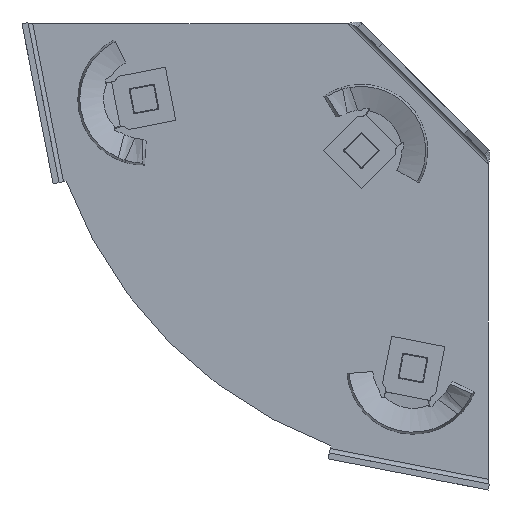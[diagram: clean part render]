
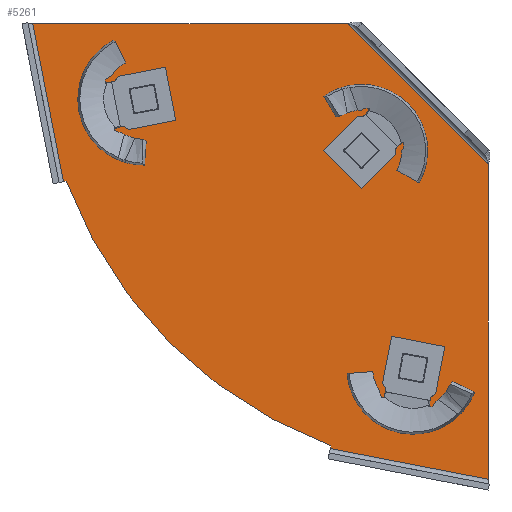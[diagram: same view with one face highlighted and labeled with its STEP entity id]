
A CAD part, front view. The second image highlights one B-rep face of the part: STEP entity #5261.
In plain terms, the highlighted planar face has unit normal (0, -1, 0).
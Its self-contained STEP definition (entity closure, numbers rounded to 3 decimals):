
#1 = VECTOR ( 'NONE', #2387, 1000. ) ;
#32 = ORIENTED_EDGE ( 'NONE', *, *, #153, .T. ) ;
#63 = CARTESIAN_POINT ( 'NONE',  ( 0., 0., -151.244 ) ) ;
#153 = EDGE_CURVE ( 'NONE', #2720, #2720, #2951, .T. ) ;
#175 = ORIENTED_EDGE ( 'NONE', *, *, #689, .F. ) ;
#241 = DIRECTION ( 'NONE',  ( 0.707, 0., -0.707 ) ) ;
#290 = CARTESIAN_POINT ( 'NONE',  ( -25., 0., -122.558 ) ) ;
#414 = AXIS2_PLACEMENT_3D ( 'NONE', #650, #4094, #2401 ) ;
#471 = EDGE_CURVE ( 'NONE', #3589, #4767, #3851, .T. ) ;
#488 = DIRECTION ( 'NONE',  ( -0.982, 0., 0.191 ) ) ;
#517 = FACE_BOUND ( 'NONE', #4234, .T. ) ;
#548 = PLANE ( 'NONE',  #1839 ) ;
#650 = CARTESIAN_POINT ( 'NONE',  ( -114.308, 0., -25. ) ) ;
#689 = EDGE_CURVE ( 'NONE', #5022, #1785, #2374, .T. ) ;
#693 = DIRECTION ( 'NONE',  ( 0., 1., 0. ) ) ;
#718 = EDGE_CURVE ( 'NONE', #2490, #2490, #1066, .T. ) ;
#780 = CARTESIAN_POINT ( 'NONE',  ( -23.414, 0., -23.414 ) ) ;
#824 = DIRECTION ( 'NONE',  ( 0.191, 0., 0.982 ) ) ;
#1007 = VECTOR ( 'NONE', #1389, 1000. ) ;
#1027 = VECTOR ( 'NONE', #824, 1000. ) ;
#1066 = CIRCLE ( 'NONE', #3965, 8.25 ) ;
#1125 = AXIS2_PLACEMENT_3D ( 'NONE', #4818, #1727, #1653 ) ;
#1136 = CARTESIAN_POINT ( 'NONE',  ( -52.488, 0., -141.041 ) ) ;
#1157 = CARTESIAN_POINT ( 'NONE',  ( -153.815, 0., -54.971 ) ) ;
#1176 = DIRECTION ( 'NONE',  ( 0., 0., 1. ) ) ;
#1283 = VECTOR ( 'NONE', #4126, 1000. ) ;
#1316 = CARTESIAN_POINT ( 'NONE',  ( -29.479, 0., -145.514 ) ) ;
#1389 = DIRECTION ( 'NONE',  ( 0.191, 0., -0.982 ) ) ;
#1398 = VERTEX_POINT ( 'NONE', #4748 ) ;
#1429 = DIRECTION ( 'NONE',  ( 0., 0., -1. ) ) ;
#1610 = EDGE_LOOP ( 'NONE', ( #3461 ) ) ;
#1627 = ORIENTED_EDGE ( 'NONE', *, *, #3132, .F. ) ;
#1653 = DIRECTION ( 'NONE',  ( 0., 0., -1. ) ) ;
#1727 = DIRECTION ( 'NONE',  ( 0., 1., 0. ) ) ;
#1766 = CARTESIAN_POINT ( 'NONE',  ( -46.828, 0., 0. ) ) ;
#1774 = ORIENTED_EDGE ( 'NONE', *, *, #2121, .F. ) ;
#1785 = VERTEX_POINT ( 'NONE', #5313 ) ;
#1786 = FACE_BOUND ( 'NONE', #1610, .T. ) ;
#1839 = AXIS2_PLACEMENT_3D ( 'NONE', #2637, #4793, #1429 ) ;
#1954 = LINE ( 'NONE', #2368, #1283 ) ;
#2091 = LINE ( 'NONE', #4383, #1027 ) ;
#2121 = EDGE_CURVE ( 'NONE', #1398, #4473, #3802, .T. ) ;
#2189 = ORIENTED_EDGE ( 'NONE', *, *, #718, .T. ) ;
#2368 = CARTESIAN_POINT ( 'NONE',  ( 0., 0., -28.5 ) ) ;
#2374 = LINE ( 'NONE', #780, #5164 ) ;
#2387 = DIRECTION ( 'NONE',  ( -0.982, 0., -0.191 ) ) ;
#2394 = VERTEX_POINT ( 'NONE', #290 ) ;
#2401 = DIRECTION ( 'NONE',  ( 0., 0., 1. ) ) ;
#2473 = ORIENTED_EDGE ( 'NONE', *, *, #2742, .F. ) ;
#2490 = VERTEX_POINT ( 'NONE', #4478 ) ;
#2541 = EDGE_CURVE ( 'NONE', #5130, #4473, #3896, .T. ) ;
#2553 = CARTESIAN_POINT ( 'NONE',  ( -151.244, 0., 0. ) ) ;
#2637 = CARTESIAN_POINT ( 'NONE',  ( -1.482, 0., -1.482 ) ) ;
#2720 = VERTEX_POINT ( 'NONE', #4156 ) ;
#2742 = EDGE_CURVE ( 'NONE', #1785, #3589, #1954, .T. ) ;
#2909 = VECTOR ( 'NONE', #3717, 1000. ) ;
#2951 = CIRCLE ( 'NONE', #414, 8.25 ) ;
#3065 = AXIS2_PLACEMENT_3D ( 'NONE', #4656, #5444, #5032 ) ;
#3132 = EDGE_CURVE ( 'NONE', #5130, #5022, #4180, .T. ) ;
#3263 = CARTESIAN_POINT ( 'NONE',  ( -28.5, 0., 0. ) ) ;
#3276 = CARTESIAN_POINT ( 'NONE',  ( -42.152, 0., -42.152 ) ) ;
#3452 = ORIENTED_EDGE ( 'NONE', *, *, #471, .F. ) ;
#3461 = ORIENTED_EDGE ( 'NONE', *, *, #4080, .T. ) ;
#3589 = VERTEX_POINT ( 'NONE', #63 ) ;
#3650 = EDGE_LOOP ( 'NONE', ( #2189 ) ) ;
#3717 = DIRECTION ( 'NONE',  ( 1., 0., 0. ) ) ;
#3745 = EDGE_CURVE ( 'NONE', #4016, #1398, #5440, .T. ) ;
#3802 = LINE ( 'NONE', #1157, #1 ) ;
#3851 = LINE ( 'NONE', #1316, #5225 ) ;
#3896 = LINE ( 'NONE', #5259, #1007 ) ;
#3904 = CARTESIAN_POINT ( 'NONE',  ( -52.297, 0., -140.059 ) ) ;
#3930 = FACE_BOUND ( 'NONE', #3650, .T. ) ;
#3965 = AXIS2_PLACEMENT_3D ( 'NONE', #3276, #693, #1176 ) ;
#4016 = VERTEX_POINT ( 'NONE', #3904 ) ;
#4080 = EDGE_CURVE ( 'NONE', #2394, #2394, #5574, .T. ) ;
#4094 = DIRECTION ( 'NONE',  ( 0., 1., 0. ) ) ;
#4126 = DIRECTION ( 'NONE',  ( 0., 0., -1. ) ) ;
#4156 = CARTESIAN_POINT ( 'NONE',  ( -114.308, 0., -16.75 ) ) ;
#4180 = LINE ( 'NONE', #3263, #2909 ) ;
#4234 = EDGE_LOOP ( 'NONE', ( #32 ) ) ;
#4263 = ORIENTED_EDGE ( 'NONE', *, *, #2541, .T. ) ;
#4369 = FACE_OUTER_BOUND ( 'NONE', #4886, .T. ) ;
#4383 = CARTESIAN_POINT ( 'NONE',  ( -54.971, 0., -153.815 ) ) ;
#4400 = EDGE_CURVE ( 'NONE', #4767, #4016, #2091, .T. ) ;
#4473 = VERTEX_POINT ( 'NONE', #5181 ) ;
#4478 = CARTESIAN_POINT ( 'NONE',  ( -42.152, 0., -33.902 ) ) ;
#4656 = CARTESIAN_POINT ( 'NONE',  ( -1.482, 0., -1.482 ) ) ;
#4748 = CARTESIAN_POINT ( 'NONE',  ( -140.059, 0., -52.297 ) ) ;
#4767 = VERTEX_POINT ( 'NONE', #1136 ) ;
#4793 = DIRECTION ( 'NONE',  ( 0., -1., 0. ) ) ;
#4818 = CARTESIAN_POINT ( 'NONE',  ( -25., 0., -114.308 ) ) ;
#4886 = EDGE_LOOP ( 'NONE', ( #3452, #2473, #175, #1627, #4263, #1774, #5112, #5138 ) ) ;
#5022 = VERTEX_POINT ( 'NONE', #1766 ) ;
#5032 = DIRECTION ( 'NONE',  ( 0., 0., -1. ) ) ;
#5112 = ORIENTED_EDGE ( 'NONE', *, *, #3745, .F. ) ;
#5130 = VERTEX_POINT ( 'NONE', #2553 ) ;
#5138 = ORIENTED_EDGE ( 'NONE', *, *, #4400, .F. ) ;
#5164 = VECTOR ( 'NONE', #241, 1000. ) ;
#5181 = CARTESIAN_POINT ( 'NONE',  ( -141.041, 0., -52.488 ) ) ;
#5225 = VECTOR ( 'NONE', #488, 1000. ) ;
#5259 = CARTESIAN_POINT ( 'NONE',  ( -145.514, 0., -29.479 ) ) ;
#5261 = ADVANCED_FACE ( 'NONE', ( #4369, #3930, #517, #1786 ), #548, .T. ) ;
#5313 = CARTESIAN_POINT ( 'NONE',  ( 0., 0., -46.828 ) ) ;
#5440 = CIRCLE ( 'NONE', #3065, 147.6 ) ;
#5444 = DIRECTION ( 'NONE',  ( 0., 1., 0. ) ) ;
#5574 = CIRCLE ( 'NONE', #1125, 8.25 ) ;
